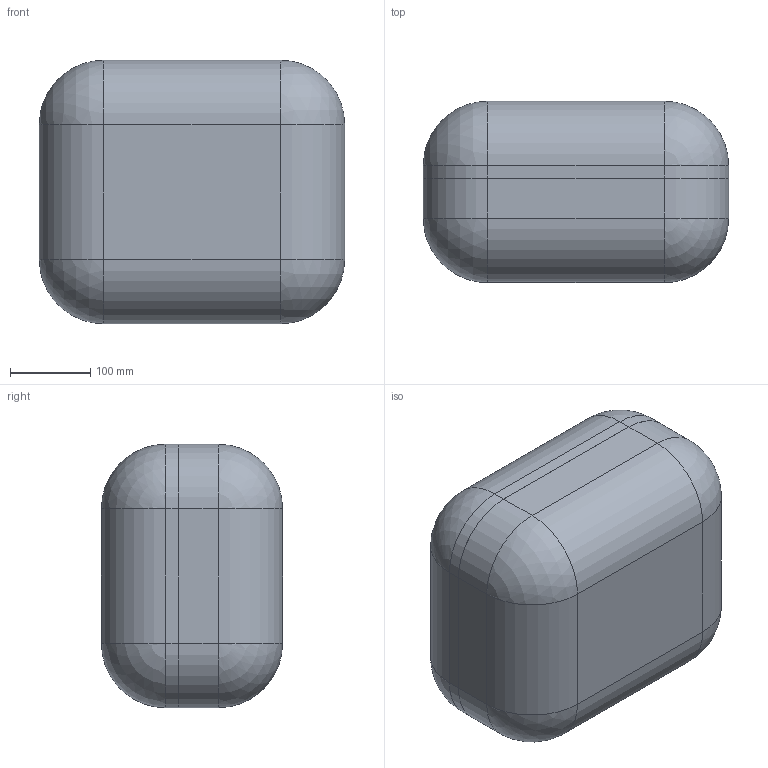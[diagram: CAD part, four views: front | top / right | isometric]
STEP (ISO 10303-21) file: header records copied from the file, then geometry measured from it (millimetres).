
FILE_DESCRIPTION (( 'STEP AP214' ), '1' );
FILE_NAME ('Ê-805(óïð).STEP', '2024-09-26T12:35:08', ( '' ), ( '' ), 'SwSTEP 2.0', 'SolidWorks 2021', '' );
FILE_SCHEMA (( 'AUTOMOTIVE_DESIGN' ));
Length unit declared in the file: millimetre
Products named in the file (4): ______ _-805.STEP; Ñáîðêà_Ê-805(óïð).STEP; Ê-805(óïð); ______ _-805-0.STEP
Assembly tree (3 placements, depth 3):
  Ê-805(óïð)
    Ñáîðêà_Ê-805(óïð).STEP
      ______ _-805.STEP
      ______ _-805-0.STEP
Bounding box: 380.37 x 225.71 x 328.16 mm (x, y, z)
Volume: 17847273.7 mm3; surface area: 791293.6 mm2
Topology: 2 solids, 2 shells, 1088 faces, 2819 edges, 1730 vertices
Faces by surface type: bspline 462, plane 393, cylinder 197, torus 16, sphere 12, cone 8
Entity records: 52470 total; most frequent: CARTESIAN_POINT 29853, ORIENTED_EDGE 5550, DIRECTION 3184, EDGE_CURVE 2775, VERTEX_POINT 1730, LINE 1316, VECTOR 1316, EDGE_LOOP 1147
